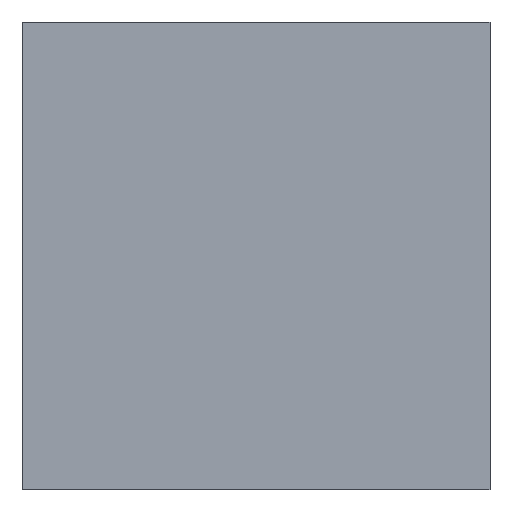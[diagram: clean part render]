
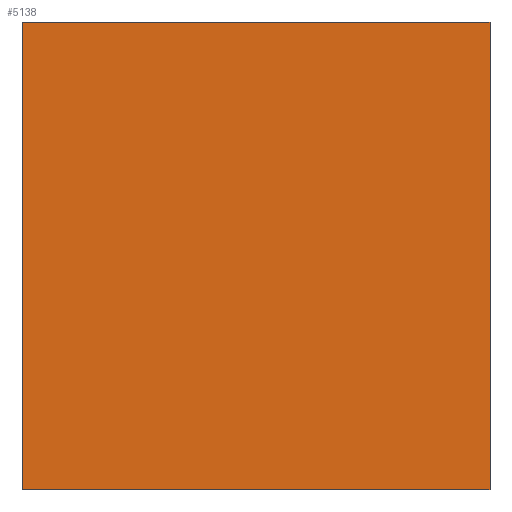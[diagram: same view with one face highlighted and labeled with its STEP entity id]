
A CAD part, front view. The second image highlights one B-rep face of the part: STEP entity #5138.
In plain terms, the highlighted planar face has unit normal (0, -1, 0).
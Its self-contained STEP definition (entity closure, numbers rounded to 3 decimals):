
#896=ORIENTED_EDGE('',*,*,#1999,.F.);
#897=ORIENTED_EDGE('',*,*,#2018,.F.);
#898=ORIENTED_EDGE('',*,*,#2010,.F.);
#899=ORIENTED_EDGE('',*,*,#2004,.F.);
#1999=EDGE_CURVE('',#2634,#2635,#3213,.T.);
#2004=EDGE_CURVE('',#2635,#2638,#3218,.T.);
#2010=EDGE_CURVE('',#2638,#2640,#3224,.T.);
#2018=EDGE_CURVE('',#2640,#2634,#3232,.T.);
#2634=VERTEX_POINT('',#8663);
#2635=VERTEX_POINT('',#8664);
#2638=VERTEX_POINT('',#8673);
#2640=VERTEX_POINT('',#8682);
#3213=LINE('',#8662,#3891);
#3218=LINE('',#8672,#3896);
#3224=LINE('',#8681,#3902);
#3232=LINE('',#8697,#3910);
#3891=VECTOR('',#7221,1000.);
#3896=VECTOR('',#7228,1000.);
#3902=VECTOR('',#7236,1000.);
#3910=VECTOR('',#7256,1000.);
#4380=EDGE_LOOP('',(#896,#897,#898,#899));
#4656=FACE_BOUND('',#4380,.T.);
#4898=PLANE('',#6422);
#5138=ADVANCED_FACE('',(#4656),#4898,.F.);
#6422=AXIS2_PLACEMENT_3D('',#8698,#7257,#7258);
#7221=DIRECTION('',(0.,0.,1.));
#7228=DIRECTION('',(1.,0.,0.));
#7236=DIRECTION('',(0.,0.,-1.));
#7256=DIRECTION('',(-1.,0.,0.));
#7257=DIRECTION('',(0.,1.,0.));
#7258=DIRECTION('',(0.,0.,1.));
#8662=CARTESIAN_POINT('',(-1.5,0.,-1.5));
#8663=CARTESIAN_POINT('',(-1.5,0.,-1.5));
#8664=CARTESIAN_POINT('',(-1.5,0.,1.5));
#8672=CARTESIAN_POINT('',(-1.5,0.,1.5));
#8673=CARTESIAN_POINT('',(1.5,0.,1.5));
#8681=CARTESIAN_POINT('',(1.5,0.,1.5));
#8682=CARTESIAN_POINT('',(1.5,0.,-1.5));
#8697=CARTESIAN_POINT('',(1.5,0.,-1.5));
#8698=CARTESIAN_POINT('',(0.,0.,0.));
